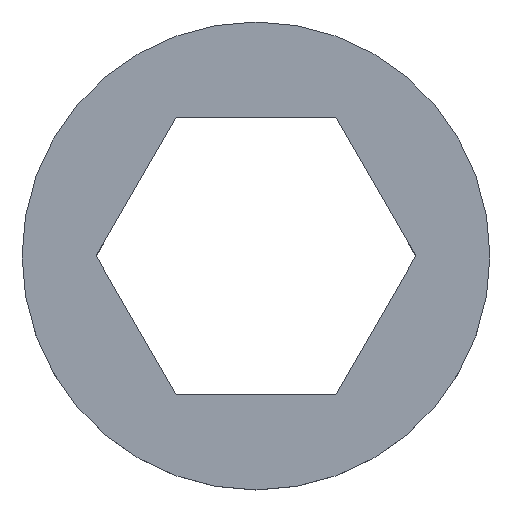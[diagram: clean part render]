
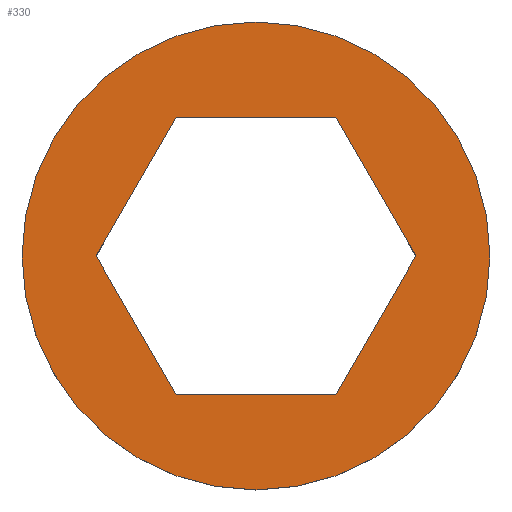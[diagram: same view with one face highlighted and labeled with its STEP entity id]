
A CAD part, top view. The second image highlights one B-rep face of the part: STEP entity #330.
In plain terms, the highlighted planar face has unit normal (0, 0, 1).
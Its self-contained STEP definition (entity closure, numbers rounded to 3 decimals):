
#14=FACE_BOUND('',#125,.T.);
#28=LINE('',#564,#53);
#29=LINE('',#566,#54);
#30=LINE('',#568,#55);
#31=LINE('',#570,#56);
#32=LINE('',#572,#57);
#33=LINE('',#573,#58);
#53=VECTOR('',#473,10.);
#54=VECTOR('',#474,10.);
#55=VECTOR('',#475,10.);
#56=VECTOR('',#476,10.);
#57=VECTOR('',#477,10.);
#58=VECTOR('',#478,10.);
#97=FACE_OUTER_BOUND('',#124,.T.);
#124=EDGE_LOOP('',(#250));
#125=EDGE_LOOP('',(#251,#252,#253,#254,#255,#256));
#147=CIRCLE('',#391,15.);
#161=VERTEX_POINT('',#560);
#162=VERTEX_POINT('',#562);
#163=VERTEX_POINT('',#563);
#164=VERTEX_POINT('',#565);
#165=VERTEX_POINT('',#567);
#166=VERTEX_POINT('',#569);
#167=VERTEX_POINT('',#571);
#193=EDGE_CURVE('',#161,#161,#147,.T.);
#194=EDGE_CURVE('',#162,#163,#28,.T.);
#195=EDGE_CURVE('',#163,#164,#29,.T.);
#196=EDGE_CURVE('',#164,#165,#30,.T.);
#197=EDGE_CURVE('',#165,#166,#31,.T.);
#198=EDGE_CURVE('',#166,#167,#32,.T.);
#199=EDGE_CURVE('',#167,#162,#33,.T.);
#250=ORIENTED_EDGE('',*,*,#193,.T.);
#251=ORIENTED_EDGE('',*,*,#194,.T.);
#252=ORIENTED_EDGE('',*,*,#195,.T.);
#253=ORIENTED_EDGE('',*,*,#196,.T.);
#254=ORIENTED_EDGE('',*,*,#197,.T.);
#255=ORIENTED_EDGE('',*,*,#198,.T.);
#256=ORIENTED_EDGE('',*,*,#199,.T.);
#304=PLANE('',#390);
#330=ADVANCED_FACE('',(#97,#14),#304,.T.);
#390=AXIS2_PLACEMENT_3D('',#559,#469,#470);
#391=AXIS2_PLACEMENT_3D('',#561,#471,#472);
#469=DIRECTION('center_axis',(0.,0.,1.));
#470=DIRECTION('ref_axis',(1.,0.,0.));
#471=DIRECTION('center_axis',(0.,0.,1.));
#472=DIRECTION('ref_axis',(1.,0.,0.));
#473=DIRECTION('',(-1.,0.,0.));
#474=DIRECTION('',(-0.5,0.866,0.));
#475=DIRECTION('',(0.5,0.866,0.));
#476=DIRECTION('',(1.,0.,0.));
#477=DIRECTION('',(0.5,-0.866,0.));
#478=DIRECTION('',(-0.5,-0.866,0.));
#559=CARTESIAN_POINT('Origin',(0.,0.,1.5));
#560=CARTESIAN_POINT('',(-15.,0.,1.5));
#561=CARTESIAN_POINT('Origin',(0.,0.,1.5));
#562=CARTESIAN_POINT('',(5.125,-8.877,1.5));
#563=CARTESIAN_POINT('',(-5.125,-8.877,1.5));
#564=CARTESIAN_POINT('',(-2.563,-8.877,1.5));
#565=CARTESIAN_POINT('',(-10.25,0.,1.5));
#566=CARTESIAN_POINT('',(-8.969,-2.219,1.5));
#567=CARTESIAN_POINT('',(-5.125,8.877,1.5));
#568=CARTESIAN_POINT('',(-6.406,6.658,1.5));
#569=CARTESIAN_POINT('',(5.125,8.877,1.5));
#570=CARTESIAN_POINT('',(2.563,8.877,1.5));
#571=CARTESIAN_POINT('',(10.25,0.,1.5));
#572=CARTESIAN_POINT('',(8.969,2.219,1.5));
#573=CARTESIAN_POINT('',(6.406,-6.658,1.5));
